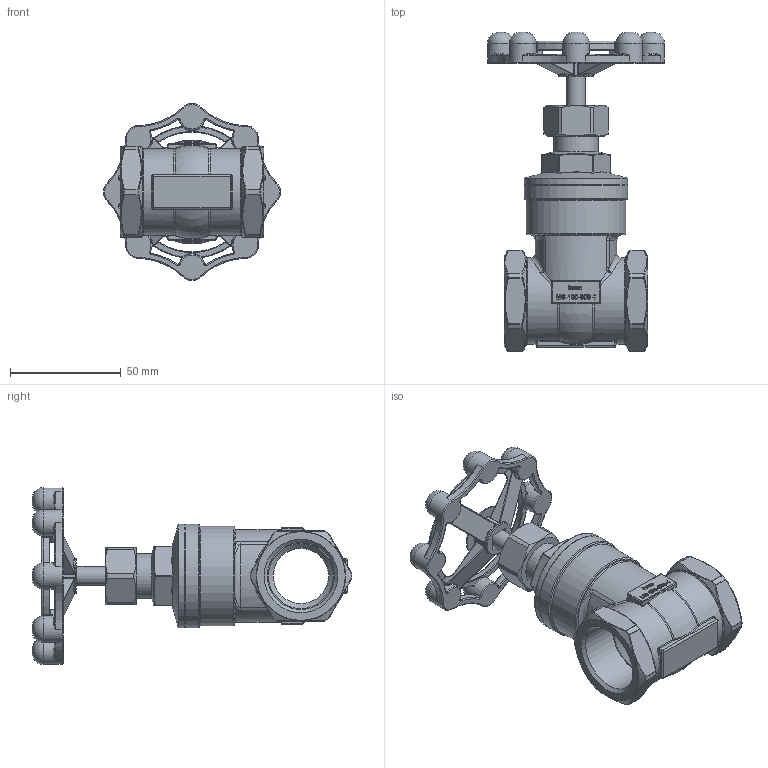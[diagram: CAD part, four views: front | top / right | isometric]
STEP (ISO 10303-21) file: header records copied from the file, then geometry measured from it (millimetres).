
FILE_DESCRIPTION (( 'STEP AP214' ), '1' );
FILE_NAME ('MS-100-000-4 Muffenschieber 2302.STEP', '2023-01-20T11:16:25', ( '' ), ( '' ), 'SwSTEP 2.0', 'SolidWorks 2019', '' );
FILE_SCHEMA (( 'AUTOMOTIVE_DESIGN' ));
Length unit declared in the file: millimetre
Products named in the file (1): MS-100-000-4 Muffenschieber 2302
Bounding box: 79.97 x 144.5 x 79.97 mm (x, y, z)
Volume: 143600.5 mm3; surface area: 38236.3 mm2
Topology: 2 solids, 6 shells, 1362 faces, 3312 edges, 1948 vertices
Faces by surface type: bspline 525, plane 322, cylinder 229, torus 192, sphere 76, cone 18
Full cylindrical faces by diameter (mm): 6 x1, 8.6 x1, 12 x8, 16 x1, 20 x1, 25 x2, 30.291 x2, 39 x2, 45 x1, 47 x2
Entity records: 75749 total; most frequent: CARTESIAN_POINT 32994, ORIENTED_EDGE 6328, DIRECTION 4814, EDGE_CURVE 3164, VERTEX_POINT 1912, AXIS2_PLACEMENT_3D 1878, EDGE_LOOP 1492, FACE_OUTER_BOUND 1403
